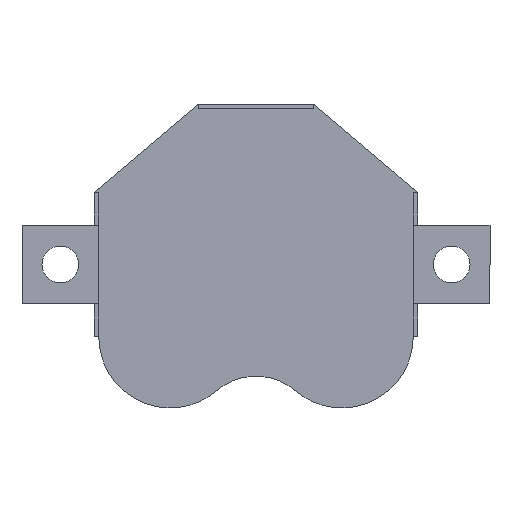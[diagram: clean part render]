
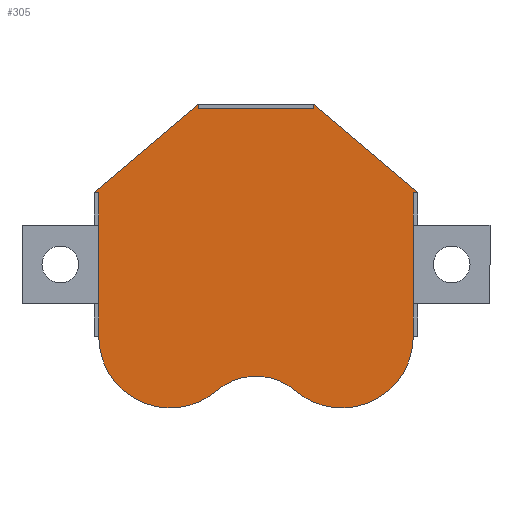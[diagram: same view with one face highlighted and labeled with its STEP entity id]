
A CAD part, front view. The second image highlights one B-rep face of the part: STEP entity #305.
In plain terms, the highlighted planar face has unit normal (0, -1, 0).
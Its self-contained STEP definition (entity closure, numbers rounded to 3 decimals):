
#2 = VERTEX_POINT ( 'NONE', #686 ) ;
#7 = VERTEX_POINT ( 'NONE', #202 ) ;
#15 = CARTESIAN_POINT ( 'NONE',  ( 3.75, 3.3, 10.45 ) ) ;
#20 = DIRECTION ( 'NONE',  ( 0., -1., 0. ) ) ;
#24 = VECTOR ( 'NONE', #976, 1000. ) ;
#38 = LINE ( 'NONE', #714, #779 ) ;
#45 = DIRECTION ( 'NONE',  ( 0., 0., 1. ) ) ;
#49 = LINE ( 'NONE', #128, #632 ) ;
#56 = AXIS2_PLACEMENT_3D ( 'NONE', #890, #20, #1100 ) ;
#63 = CARTESIAN_POINT ( 'NONE',  ( -5.6, 3.3, -4.7 ) ) ;
#68 = EDGE_CURVE ( 'NONE', #263, #7, #49, .T. ) ;
#77 = CARTESIAN_POINT ( 'NONE',  ( -5.6, 3.3, -9.35 ) ) ;
#93 = CIRCLE ( 'NONE', #257, 4.65 ) ;
#104 = VERTEX_POINT ( 'NONE', #1111 ) ;
#108 = VECTOR ( 'NONE', #997, 1000. ) ;
#119 = CIRCLE ( 'NONE', #729, 4.65 ) ;
#128 = CARTESIAN_POINT ( 'NONE',  ( -3.75, 3.3, 10.15 ) ) ;
#152 = ORIENTED_EDGE ( 'NONE', *, *, #1058, .T. ) ;
#174 = EDGE_CURVE ( 'NONE', #1239, #1169, #435, .T. ) ;
#185 = DIRECTION ( 'NONE',  ( 0., 0., 1. ) ) ;
#202 = CARTESIAN_POINT ( 'NONE',  ( -3.75, 3.3, 10.45 ) ) ;
#220 = ORIENTED_EDGE ( 'NONE', *, *, #174, .T. ) ;
#231 = ORIENTED_EDGE ( 'NONE', *, *, #68, .T. ) ;
#235 = CARTESIAN_POINT ( 'NONE',  ( -2.588, 3.3, -8.242 ) ) ;
#249 = LINE ( 'NONE', #256, #760 ) ;
#256 = CARTESIAN_POINT ( 'NONE',  ( 3.75, 3.3, 10.15 ) ) ;
#257 = AXIS2_PLACEMENT_3D ( 'NONE', #511, #713, #526 ) ;
#261 = LINE ( 'NONE', #733, #369 ) ;
#263 = VERTEX_POINT ( 'NONE', #1229 ) ;
#269 = AXIS2_PLACEMENT_3D ( 'NONE', #922, #728, #645 ) ;
#278 = LINE ( 'NONE', #578, #24 ) ;
#293 = CIRCLE ( 'NONE', #514, 4.65 ) ;
#298 = DIRECTION ( 'NONE',  ( 0., 1., 0. ) ) ;
#305 = ADVANCED_FACE ( 'NONE', ( #649 ), #1234, .T. ) ;
#312 = CIRCLE ( 'NONE', #56, 4.65 ) ;
#319 = CARTESIAN_POINT ( 'NONE',  ( 10.25, 3.3, 4.7 ) ) ;
#323 = VERTEX_POINT ( 'NONE', #77 ) ;
#343 = DIRECTION ( 'NONE',  ( 0., -1., 0. ) ) ;
#361 = EDGE_LOOP ( 'NONE', ( #392, #792, #1166, #821, #869, #494, #231, #152, #220, #440, #483, #1153, #1083, #539 ) ) ;
#366 = DIRECTION ( 'NONE',  ( 0., 0., -1. ) ) ;
#369 = VECTOR ( 'NONE', #721, 1000. ) ;
#382 = VERTEX_POINT ( 'NONE', #882 ) ;
#392 = ORIENTED_EDGE ( 'NONE', *, *, #891, .F. ) ;
#402 = VERTEX_POINT ( 'NONE', #782 ) ;
#407 = EDGE_CURVE ( 'NONE', #104, #382, #119, .T. ) ;
#424 = DIRECTION ( 'NONE',  ( 0., 0., 1. ) ) ;
#431 = EDGE_CURVE ( 'NONE', #1169, #964, #278, .T. ) ;
#435 = LINE ( 'NONE', #1202, #765 ) ;
#440 = ORIENTED_EDGE ( 'NONE', *, *, #431, .T. ) ;
#483 = ORIENTED_EDGE ( 'NONE', *, *, #569, .T. ) ;
#494 = ORIENTED_EDGE ( 'NONE', *, *, #960, .T. ) ;
#511 = CARTESIAN_POINT ( 'NONE',  ( -5.6, 3.3, -4.7 ) ) ;
#514 = AXIS2_PLACEMENT_3D ( 'NONE', #914, #977, #45 ) ;
#526 = DIRECTION ( 'NONE',  ( 0., 0., -1. ) ) ;
#533 = DIRECTION ( 'NONE',  ( 1., 0., 0. ) ) ;
#539 = ORIENTED_EDGE ( 'NONE', *, *, #407, .F. ) ;
#548 = DIRECTION ( 'NONE',  ( 0., 0., -1. ) ) ;
#567 = DIRECTION ( 'NONE',  ( 0.764, 0., -0.646 ) ) ;
#569 = EDGE_CURVE ( 'NONE', #964, #323, #93, .T. ) ;
#578 = CARTESIAN_POINT ( 'NONE',  ( -10.25, 3.3, -4.7 ) ) ;
#630 = CARTESIAN_POINT ( 'NONE',  ( 3.75, 3.3, 10.15 ) ) ;
#632 = VECTOR ( 'NONE', #424, 1000. ) ;
#645 = DIRECTION ( 'NONE',  ( 0., 0., 1. ) ) ;
#649 = FACE_OUTER_BOUND ( 'NONE', #361, .T. ) ;
#663 = DIRECTION ( 'NONE',  ( 0., 0., 1. ) ) ;
#680 = CARTESIAN_POINT ( 'NONE',  ( 5.6, 3.3, -4.7 ) ) ;
#686 = CARTESIAN_POINT ( 'NONE',  ( 10.55, 3.3, 4.7 ) ) ;
#694 = CARTESIAN_POINT ( 'NONE',  ( -10.25, 3.3, -4.7 ) ) ;
#713 = DIRECTION ( 'NONE',  ( 0., -1., 0. ) ) ;
#714 = CARTESIAN_POINT ( 'NONE',  ( 3.75, 3.3, 10.15 ) ) ;
#721 = DIRECTION ( 'NONE',  ( -0.764, 0., -0.646 ) ) ;
#728 = DIRECTION ( 'NONE',  ( 0., 1., 0. ) ) ;
#729 = AXIS2_PLACEMENT_3D ( 'NONE', #680, #298, #185 ) ;
#733 = CARTESIAN_POINT ( 'NONE',  ( -3.75, 3.3, 10.45 ) ) ;
#740 = VECTOR ( 'NONE', #663, 1000. ) ;
#748 = EDGE_CURVE ( 'NONE', #1233, #2, #1160, .T. ) ;
#759 = LINE ( 'NONE', #1146, #740 ) ;
#760 = VECTOR ( 'NONE', #548, 1000. ) ;
#765 = VECTOR ( 'NONE', #533, 1000. ) ;
#771 = CARTESIAN_POINT ( 'NONE',  ( 3.75, 3.3, 10.45 ) ) ;
#773 = EDGE_CURVE ( 'NONE', #402, #774, #759, .T. ) ;
#774 = VERTEX_POINT ( 'NONE', #1245 ) ;
#779 = VECTOR ( 'NONE', #1002, 1000. ) ;
#782 = CARTESIAN_POINT ( 'NONE',  ( 10.25, 3.3, -4.7 ) ) ;
#792 = ORIENTED_EDGE ( 'NONE', *, *, #773, .T. ) ;
#821 = ORIENTED_EDGE ( 'NONE', *, *, #748, .F. ) ;
#851 = EDGE_CURVE ( 'NONE', #774, #2, #1079, .T. ) ;
#869 = ORIENTED_EDGE ( 'NONE', *, *, #978, .T. ) ;
#871 = VECTOR ( 'NONE', #567, 1000. ) ;
#882 = CARTESIAN_POINT ( 'NONE',  ( 2.588, 3.3, -8.242 ) ) ;
#890 = CARTESIAN_POINT ( 'NONE',  ( -5.6, 3.3, -4.7 ) ) ;
#891 = EDGE_CURVE ( 'NONE', #402, #104, #293, .T. ) ;
#914 = CARTESIAN_POINT ( 'NONE',  ( 5.6, 3.3, -4.7 ) ) ;
#922 = CARTESIAN_POINT ( 'NONE',  ( 0., 3.3, -11.285 ) ) ;
#929 = EDGE_CURVE ( 'NONE', #323, #1164, #312, .T. ) ;
#944 = CIRCLE ( 'NONE', #269, 3.994 ) ;
#960 = EDGE_CURVE ( 'NONE', #1059, #263, #38, .T. ) ;
#964 = VERTEX_POINT ( 'NONE', #694 ) ;
#976 = DIRECTION ( 'NONE',  ( 0., 0., -1. ) ) ;
#977 = DIRECTION ( 'NONE',  ( 0., 1., 0. ) ) ;
#978 = EDGE_CURVE ( 'NONE', #1233, #1059, #249, .T. ) ;
#985 = AXIS2_PLACEMENT_3D ( 'NONE', #63, #343, #366 ) ;
#997 = DIRECTION ( 'NONE',  ( 1., 0., 0. ) ) ;
#1002 = DIRECTION ( 'NONE',  ( -1., 0., 0. ) ) ;
#1058 = EDGE_CURVE ( 'NONE', #7, #1239, #261, .T. ) ;
#1059 = VERTEX_POINT ( 'NONE', #630 ) ;
#1079 = LINE ( 'NONE', #319, #108 ) ;
#1083 = ORIENTED_EDGE ( 'NONE', *, *, #1138, .T. ) ;
#1100 = DIRECTION ( 'NONE',  ( 0., 0., -1. ) ) ;
#1111 = CARTESIAN_POINT ( 'NONE',  ( 5.6, 3.3, -9.35 ) ) ;
#1138 = EDGE_CURVE ( 'NONE', #1164, #382, #944, .T. ) ;
#1146 = CARTESIAN_POINT ( 'NONE',  ( 10.25, 3.3, -4.7 ) ) ;
#1153 = ORIENTED_EDGE ( 'NONE', *, *, #929, .T. ) ;
#1160 = LINE ( 'NONE', #15, #871 ) ;
#1164 = VERTEX_POINT ( 'NONE', #235 ) ;
#1166 = ORIENTED_EDGE ( 'NONE', *, *, #851, .T. ) ;
#1169 = VERTEX_POINT ( 'NONE', #1211 ) ;
#1202 = CARTESIAN_POINT ( 'NONE',  ( -10.55, 3.3, 4.7 ) ) ;
#1211 = CARTESIAN_POINT ( 'NONE',  ( -10.25, 3.3, 4.7 ) ) ;
#1224 = CARTESIAN_POINT ( 'NONE',  ( -10.55, 3.3, 4.7 ) ) ;
#1229 = CARTESIAN_POINT ( 'NONE',  ( -3.75, 3.3, 10.15 ) ) ;
#1233 = VERTEX_POINT ( 'NONE', #771 ) ;
#1234 = PLANE ( 'NONE',  #985 ) ;
#1239 = VERTEX_POINT ( 'NONE', #1224 ) ;
#1245 = CARTESIAN_POINT ( 'NONE',  ( 10.25, 3.3, 4.7 ) ) ;
